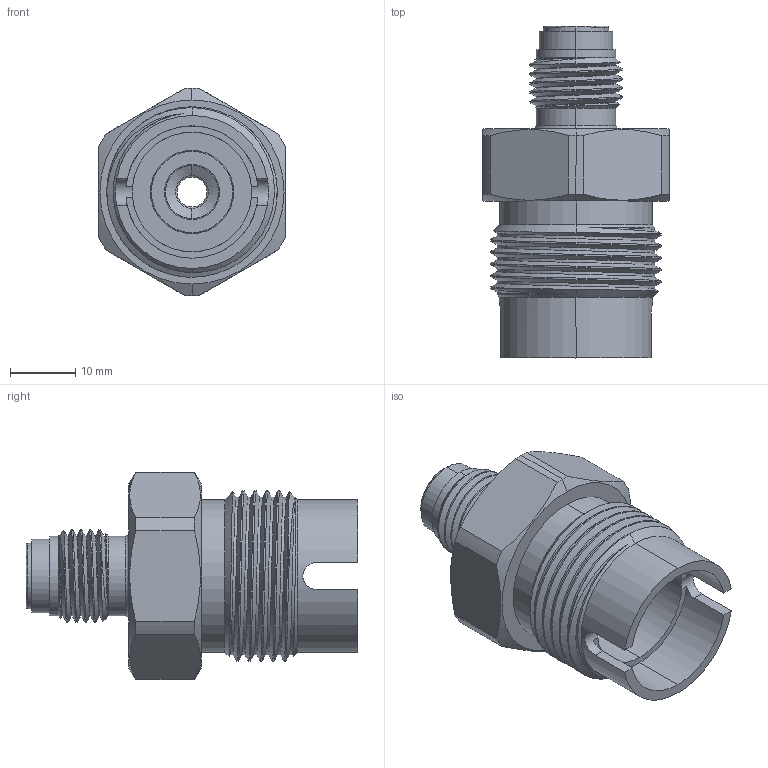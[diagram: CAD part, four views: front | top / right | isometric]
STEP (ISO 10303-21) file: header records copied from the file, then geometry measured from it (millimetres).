
FILE_DESCRIPTION (( 'STEP AP203' ), '1' );
FILE_NAME ('AD-63SS-4MFS.STEP', '2025-08-06T15:47:48', ( '' ), ( '' ), 'SwSTEP 2.0', 'SolidWorks 2018', '' );
FILE_SCHEMA (( 'CONFIG_CONTROL_DESIGN' ));
Length unit declared in the file: inch
Products named in the file (1): AD-63SS-4MFS
Bounding box: 28.57 x 50.8 x 31.75 mm (x, y, z)
Volume: 14959 mm3; surface area: 7029.8 mm2
Topology: 1 solids, 1 shells, 241 faces, 629 edges, 410 vertices
Faces by surface type: plane 91, bspline 68, cylinder 55, cone 19, torus 8
Entity records: 14846 total; most frequent: CARTESIAN_POINT 9413, ORIENTED_EDGE 1258, DIRECTION 869, EDGE_CURVE 629, VERTEX_POINT 410, LINE 321, VECTOR 321, AXIS2_PLACEMENT_3D 274
